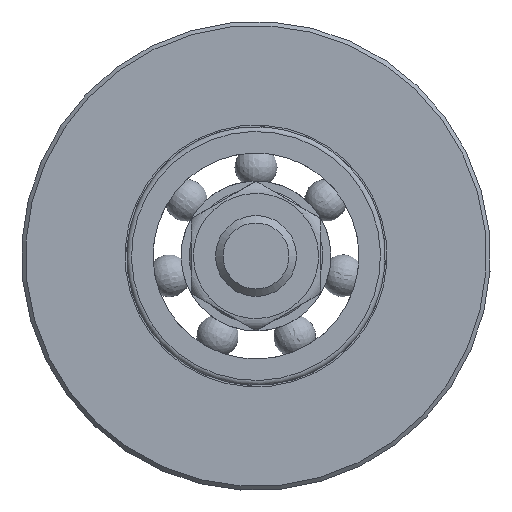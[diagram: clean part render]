
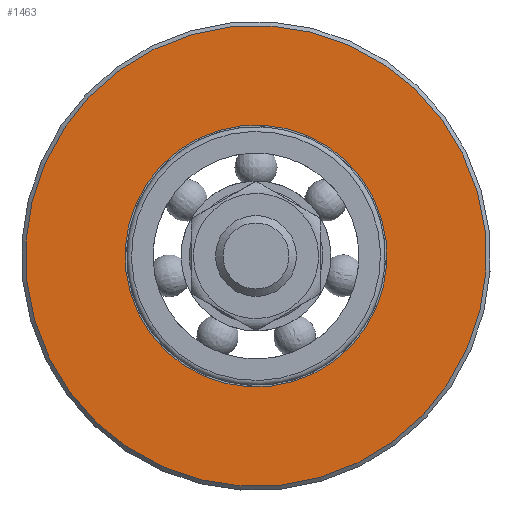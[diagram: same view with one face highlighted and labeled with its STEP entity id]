
A CAD part, front view. The second image highlights one B-rep face of the part: STEP entity #1463.
In plain terms, the highlighted face is planar.
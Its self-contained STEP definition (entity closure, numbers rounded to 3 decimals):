
#146=FACE_BOUND('',#317,.T.);
#178=PLANE('',#1733);
#219=FACE_OUTER_BOUND('',#316,.T.);
#316=EDGE_LOOP('',(#1068));
#317=EDGE_LOOP('',(#1069));
#531=CIRCLE('',#1732,28.5);
#532=CIRCLE('',#1734,16.2);
#666=VERTEX_POINT('',#2521);
#667=VERTEX_POINT('',#2525);
#837=EDGE_CURVE('',#666,#666,#531,.T.);
#838=EDGE_CURVE('',#667,#667,#532,.T.);
#1068=ORIENTED_EDGE('',*,*,#837,.F.);
#1069=ORIENTED_EDGE('',*,*,#838,.T.);
#1463=ADVANCED_FACE('',(#219,#146),#178,.F.);
#1732=AXIS2_PLACEMENT_3D('',#2523,#2011,#2012);
#1733=AXIS2_PLACEMENT_3D('',#2524,#2013,#2014);
#1734=AXIS2_PLACEMENT_3D('',#2526,#2015,#2016);
#2011=DIRECTION('center_axis',(0.,0.,-1.));
#2012=DIRECTION('ref_axis',(-1.,0.,0.));
#2013=DIRECTION('center_axis',(0.,0.,-1.));
#2014=DIRECTION('ref_axis',(-1.,0.,0.));
#2015=DIRECTION('center_axis',(0.,0.,-1.));
#2016=DIRECTION('ref_axis',(0.,1.,0.));
#2521=CARTESIAN_POINT('',(28.5,0.,7.));
#2523=CARTESIAN_POINT('Origin',(0.,0.,7.));
#2524=CARTESIAN_POINT('Origin',(0.,0.,7.));
#2525=CARTESIAN_POINT('',(0.,-16.2,7.));
#2526=CARTESIAN_POINT('Origin',(0.,0.,7.));
